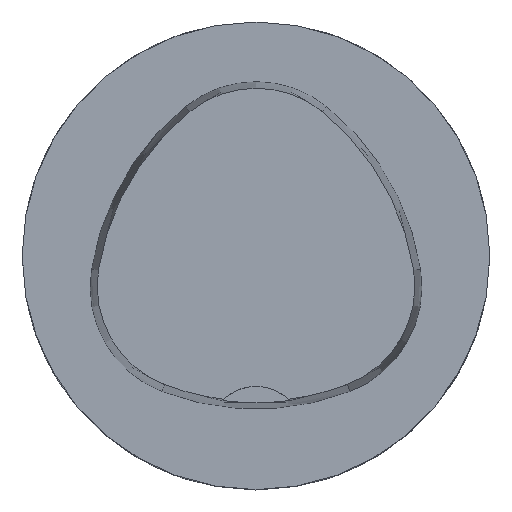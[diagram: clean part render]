
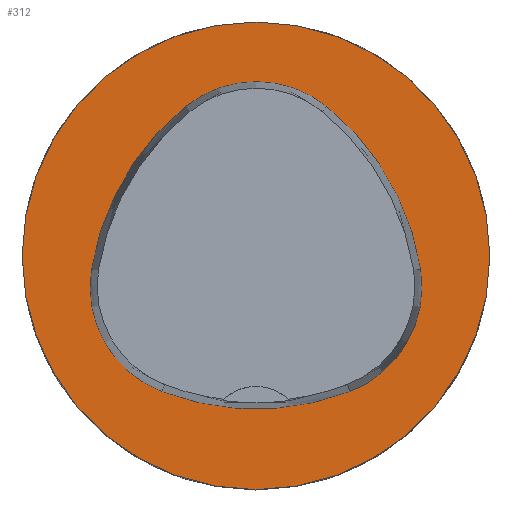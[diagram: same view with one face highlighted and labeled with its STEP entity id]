
A CAD part, top view. The second image highlights one B-rep face of the part: STEP entity #312.
In plain terms, the highlighted planar face has unit normal (0, 0, 1).
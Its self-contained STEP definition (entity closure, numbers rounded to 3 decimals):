
#172=CIRCLE('',#1075,25.);
#177=CIRCLE('',#1083,12.);
#178=CIRCLE('',#1084,28.);
#179=CIRCLE('',#1085,12.);
#180=CIRCLE('',#1086,28.);
#181=CIRCLE('',#1087,12.);
#182=CIRCLE('',#1088,28.);
#215=FACE_BOUND('',#423,.T.);
#216=FACE_BOUND('',#424,.T.);
#312=ADVANCED_FACE('',(#215,#216),#358,.T.);
#358=PLANE('',#1089);
#423=EDGE_LOOP('',(#635,#636,#637,#638,#639,#640));
#424=EDGE_LOOP('',(#641));
#635=ORIENTED_EDGE('',*,*,#846,.T.);
#636=ORIENTED_EDGE('',*,*,#847,.T.);
#637=ORIENTED_EDGE('',*,*,#848,.T.);
#638=ORIENTED_EDGE('',*,*,#849,.T.);
#639=ORIENTED_EDGE('',*,*,#850,.T.);
#640=ORIENTED_EDGE('',*,*,#851,.T.);
#641=ORIENTED_EDGE('',*,*,#839,.F.);
#749=VERTEX_POINT('',#1810);
#755=VERTEX_POINT('',#1832);
#756=VERTEX_POINT('',#1833);
#757=VERTEX_POINT('',#1835);
#758=VERTEX_POINT('',#1837);
#759=VERTEX_POINT('',#1839);
#760=VERTEX_POINT('',#1841);
#839=EDGE_CURVE('',#749,#749,#172,.T.);
#846=EDGE_CURVE('',#755,#756,#177,.T.);
#847=EDGE_CURVE('',#756,#757,#178,.T.);
#848=EDGE_CURVE('',#757,#758,#179,.T.);
#849=EDGE_CURVE('',#758,#759,#180,.T.);
#850=EDGE_CURVE('',#759,#760,#181,.T.);
#851=EDGE_CURVE('',#760,#755,#182,.T.);
#1075=AXIS2_PLACEMENT_3D('',#1809,#1258,#1259);
#1083=AXIS2_PLACEMENT_3D('',#1831,#1274,#1275);
#1084=AXIS2_PLACEMENT_3D('',#1834,#1276,#1277);
#1085=AXIS2_PLACEMENT_3D('',#1836,#1278,#1279);
#1086=AXIS2_PLACEMENT_3D('',#1838,#1280,#1281);
#1087=AXIS2_PLACEMENT_3D('',#1840,#1282,#1283);
#1088=AXIS2_PLACEMENT_3D('',#1842,#1284,#1285);
#1089=AXIS2_PLACEMENT_3D('',#1843,#1286,#1287);
#1258=DIRECTION('',(0.,0.,-1.));
#1259=DIRECTION('',(-1.,0.,0.));
#1274=DIRECTION('',(0.,0.,-1.));
#1275=DIRECTION('',(-1.,0.,0.));
#1276=DIRECTION('',(0.,0.,-1.));
#1277=DIRECTION('',(-1.,0.,0.));
#1278=DIRECTION('',(0.,0.,-1.));
#1279=DIRECTION('',(-1.,0.,0.));
#1280=DIRECTION('',(0.,0.,-1.));
#1281=DIRECTION('',(-1.,0.,0.));
#1282=DIRECTION('',(0.,0.,-1.));
#1283=DIRECTION('',(-1.,0.,0.));
#1284=DIRECTION('',(0.,0.,-1.));
#1285=DIRECTION('',(-1.,0.,0.));
#1286=DIRECTION('',(0.,0.,1.));
#1287=DIRECTION('',(1.,0.,0.));
#1809=CARTESIAN_POINT('',(0.,0.,0.));
#1810=CARTESIAN_POINT('',(-25.,0.,0.));
#1831=CARTESIAN_POINT('',(-5.733,-3.31,0.));
#1832=CARTESIAN_POINT('',(-10.025,-14.516,0.));
#1833=CARTESIAN_POINT('',(-17.584,-1.424,0.));
#1834=CARTESIAN_POINT('',(10.068,-5.824,0.));
#1835=CARTESIAN_POINT('',(-7.531,15.953,0.));
#1836=CARTESIAN_POINT('',(0.011,6.62,0.));
#1837=CARTESIAN_POINT('',(7.567,15.942,0.));
#1838=CARTESIAN_POINT('',(-10.063,-5.81,0.));
#1839=CARTESIAN_POINT('',(17.59,-1.418,0.));
#1840=CARTESIAN_POINT('',(5.739,-3.3,0.));
#1841=CARTESIAN_POINT('',(10.05,-14.499,0.));
#1842=CARTESIAN_POINT('',(-0.01,11.631,0.));
#1843=CARTESIAN_POINT('',(0.,0.,0.));
